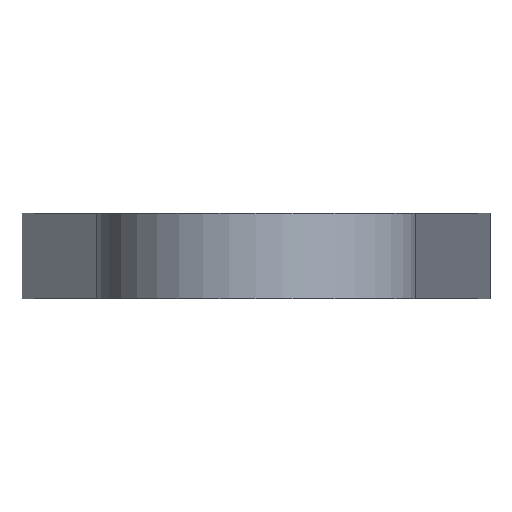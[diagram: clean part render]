
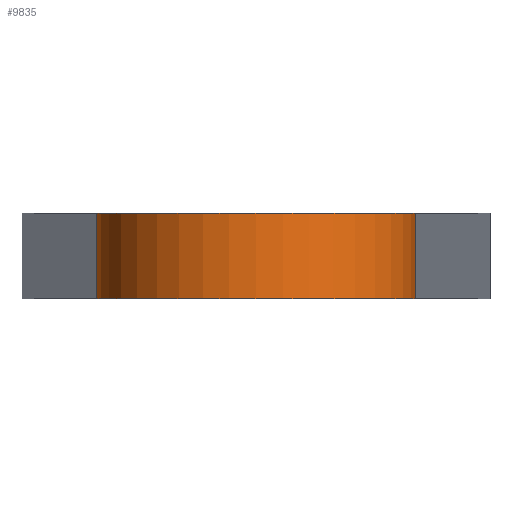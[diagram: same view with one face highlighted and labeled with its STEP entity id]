
A CAD part, left-side view. The second image highlights one B-rep face of the part: STEP entity #9835.
In plain terms, the highlighted cylindrical face has radius 18.677 mm (diameter 37.354 mm), a partial arc.
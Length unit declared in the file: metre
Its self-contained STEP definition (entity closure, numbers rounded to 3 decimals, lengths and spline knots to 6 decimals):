
#70=CIRCLE('',#10424,0.018677);
#71=CIRCLE('',#10425,0.018677);
#613=CYLINDRICAL_SURFACE('',#10423,0.018677);
#1210=ORIENTED_EDGE('',*,*,#4299,.T.);
#1211=ORIENTED_EDGE('',*,*,#4300,.F.);
#1212=ORIENTED_EDGE('',*,*,#4301,.F.);
#1213=ORIENTED_EDGE('',*,*,#4302,.T.);
#4299=EDGE_CURVE('',#5843,#5844,#70,.T.);
#4300=EDGE_CURVE('',#5845,#5844,#6816,.T.);
#4301=EDGE_CURVE('',#5846,#5845,#71,.T.);
#4302=EDGE_CURVE('',#5846,#5843,#6817,.T.);
#5843=VERTEX_POINT('',#15287);
#5844=VERTEX_POINT('',#15288);
#5845=VERTEX_POINT('',#15290);
#5846=VERTEX_POINT('',#15292);
#6816=LINE('',#15289,#7789);
#6817=LINE('',#15293,#7790);
#7789=VECTOR('',#11942,1.);
#7790=VECTOR('',#11945,1.);
#8566=EDGE_LOOP('',(#1210,#1211,#1212,#1213));
#9085=FACE_BOUND('',#8566,.T.);
#9835=ADVANCED_FACE('',(#9085),#613,.T.);
#10423=AXIS2_PLACEMENT_3D('',#15285,#11938,#11939);
#10424=AXIS2_PLACEMENT_3D('',#15286,#11940,#11941);
#10425=AXIS2_PLACEMENT_3D('',#15291,#11943,#11944);
#11938=DIRECTION('',(0.,0.,-1.));
#11939=DIRECTION('',(-1.,0.,0.));
#11940=DIRECTION('',(0.,0.,1.));
#11941=DIRECTION('',(1.,0.,0.));
#11942=DIRECTION('',(0.,0.,-1.));
#11943=DIRECTION('',(0.,0.,1.));
#11944=DIRECTION('',(1.,0.,0.));
#11945=DIRECTION('',(0.,0.,-1.));
#15285=CARTESIAN_POINT('',(0.,0.,0.01));
#15286=CARTESIAN_POINT('',(0.,0.,0.));
#15287=CARTESIAN_POINT('',(-0.001139,0.018642,0.));
#15288=CARTESIAN_POINT('',(-0.001139,-0.018642,0.));
#15289=CARTESIAN_POINT('',(-0.001139,-0.018642,0.01));
#15290=CARTESIAN_POINT('',(-0.001139,-0.018642,0.01));
#15291=CARTESIAN_POINT('',(0.,0.,0.01));
#15292=CARTESIAN_POINT('',(-0.001139,0.018642,0.01));
#15293=CARTESIAN_POINT('',(-0.001139,0.018642,0.01));
